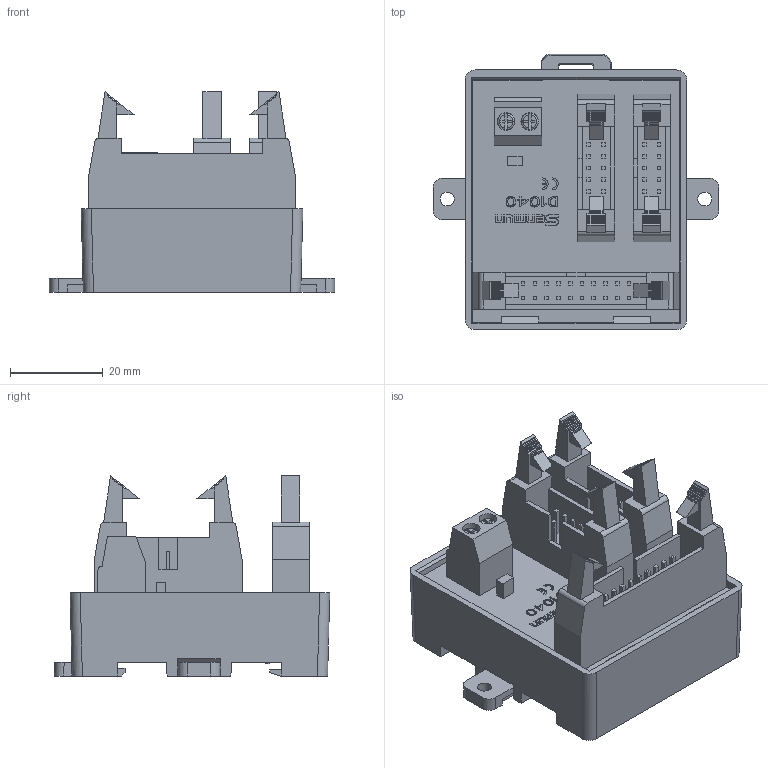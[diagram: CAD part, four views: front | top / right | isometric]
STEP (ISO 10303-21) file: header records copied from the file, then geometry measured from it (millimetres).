
FILE_DESCRIPTION(/* description */ (''),/* implementation_level */ '2;1');
FILE_NAME(/* name */ 'D1040-E.stp',/* time_stamp */ '2024-08-08T13:29:10+08:00',/* author */ (''),/* organization */ (''),/* preprocessor_version */ 'ST-DEVELOPER v14',/* originating_system */ 'SIEMENS PLM Software NX 8.0',/* authorisation */ '');
FILE_SCHEMA (('AUTOMOTIVE_DESIGN { 1 0 10303 214 3 1 1 1 }'));
Length unit declared in the file: millimetre
Products named in the file (1): Admi3C3451A8vi1u
Bounding box: 61.6 x 59.51 x 43.25 mm (x, y, z)
Volume: 51105.6 mm3; surface area: 20726.6 mm2
Topology: 3 solids, 6 shells, 995 faces, 2664 edges, 1757 vertices
Faces by surface type: plane 914, cylinder 63, extrusion 8, cone 4, torus 4, bspline 2
Full cylindrical faces by diameter (mm): 3 x2, 3.8 x2
Entity records: 32283 total; most frequent: CARTESIAN_POINT 6395, ORIENTED_EDGE 5312, DIRECTION 4698, EDGE_CURVE 2656, VECTOR 2444, LINE 2436, VERTEX_POINT 1757, AXIS2_PLACEMENT_3D 1127
